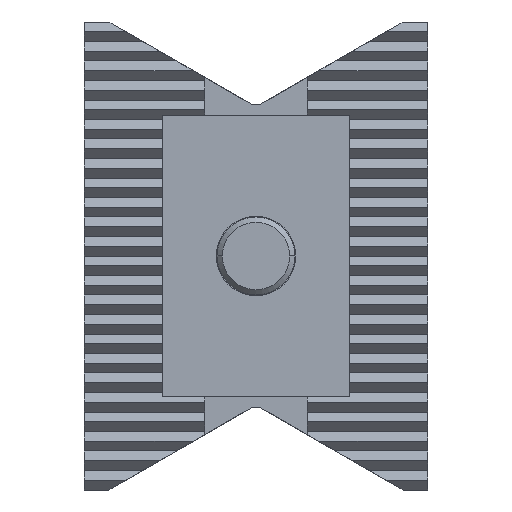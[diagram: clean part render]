
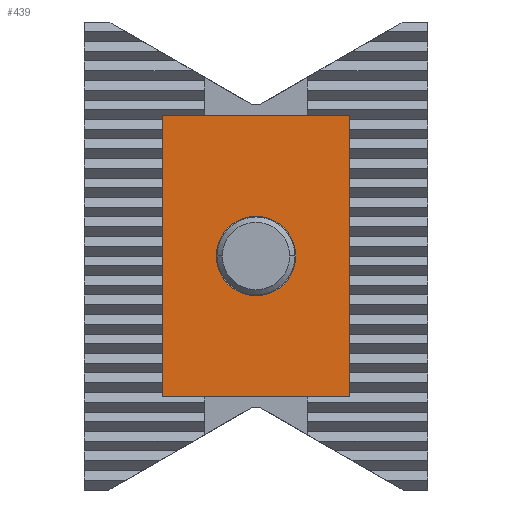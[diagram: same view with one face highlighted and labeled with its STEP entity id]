
A CAD part, front view. The second image highlights one B-rep face of the part: STEP entity #439.
In plain terms, the highlighted planar face has unit normal (0, -1, 0).
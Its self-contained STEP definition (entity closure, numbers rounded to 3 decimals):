
#439=ADVANCED_FACE('',(#887,#888),#889,.F.);
#887=FACE_BOUND('',#1354,.T.);
#888=FACE_OUTER_BOUND('',#1355,.T.);
#889=PLANE('',#1356);
#1354=EDGE_LOOP('',(#2650,#2651));
#1355=EDGE_LOOP('',(#2652,#2653,#2654,#2655));
#1356=AXIS2_PLACEMENT_3D('',#2656,#2657,#2658);
#2650=ORIENTED_EDGE('',*,*,#3302,.T.);
#2651=ORIENTED_EDGE('',*,*,#3300,.T.);
#2652=ORIENTED_EDGE('',*,*,#3329,.F.);
#2653=ORIENTED_EDGE('',*,*,#3332,.F.);
#2654=ORIENTED_EDGE('',*,*,#3321,.F.);
#2655=ORIENTED_EDGE('',*,*,#3333,.T.);
#2656=CARTESIAN_POINT('',(0.0,-21.0,0.0));
#2657=DIRECTION('',(0.0,1.0,0.0));
#2658=DIRECTION('',(0.0,0.0,1.0));
#3300=EDGE_CURVE('',#4086,#4090,#4092,.T.);
#3302=EDGE_CURVE('',#4090,#4086,#4094,.T.);
#3321=EDGE_CURVE('',#4122,#4124,#4125,.T.);
#3329=EDGE_CURVE('',#4134,#4136,#4137,.T.);
#3332=EDGE_CURVE('',#4124,#4134,#4140,.T.);
#3333=EDGE_CURVE('',#4122,#4136,#4141,.T.);
#4086=VERTEX_POINT('',#5255);
#4090=VERTEX_POINT('',#5260);
#4092=CIRCLE('',#5263,5.1);
#4094=CIRCLE('',#5265,5.1);
#4122=VERTEX_POINT('',#5305);
#4124=VERTEX_POINT('',#5308);
#4125=LINE('',#5309,#5310);
#4134=VERTEX_POINT('',#5323);
#4136=VERTEX_POINT('',#5326);
#4137=LINE('',#5327,#5328);
#4140=LINE('',#5332,#5333);
#4141=LINE('',#5334,#5335);
#5255=CARTESIAN_POINT('',(5.1,-21.0,0.));
#5260=CARTESIAN_POINT('',(-5.1,-21.0,0.0));
#5263=AXIS2_PLACEMENT_3D('',#5814,#5815,#5816);
#5265=AXIS2_PLACEMENT_3D('',#5817,#5818,#5819);
#5305=CARTESIAN_POINT('',(-12.0,-21.0,18.0));
#5308=CARTESIAN_POINT('',(12.0,-21.0,18.0));
#5309=CARTESIAN_POINT('',(0.0,-21.0,18.0));
#5310=VECTOR('',#5836,1.0);
#5323=CARTESIAN_POINT('',(12.0,-21.0,-18.0));
#5326=CARTESIAN_POINT('',(-12.0,-21.0,-18.0));
#5327=CARTESIAN_POINT('',(0.0,-21.0,-18.0));
#5328=VECTOR('',#5842,1.0);
#5332=CARTESIAN_POINT('',(12.0,-21.0,0.0));
#5333=VECTOR('',#5844,1.0);
#5334=CARTESIAN_POINT('',(-12.0,-21.0,0.0));
#5335=VECTOR('',#5845,1.0);
#5814=CARTESIAN_POINT('',(0.0,-21.0,0.0));
#5815=DIRECTION('',(-0.0,1.0,0.0));
#5816=DIRECTION('',(1.0,0.0,0.0));
#5817=CARTESIAN_POINT('',(0.0,-21.0,0.0));
#5818=DIRECTION('',(-0.0,1.0,0.0));
#5819=DIRECTION('',(1.0,0.0,0.0));
#5836=DIRECTION('',(1.0,0.0,0.0));
#5842=DIRECTION('',(-1.0,0.0,0.0));
#5844=DIRECTION('',(0.0,0.0,-1.0));
#5845=DIRECTION('',(0.0,0.0,-1.0));
